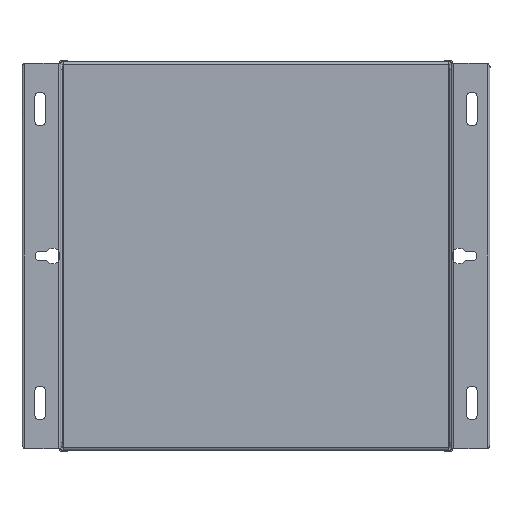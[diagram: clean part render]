
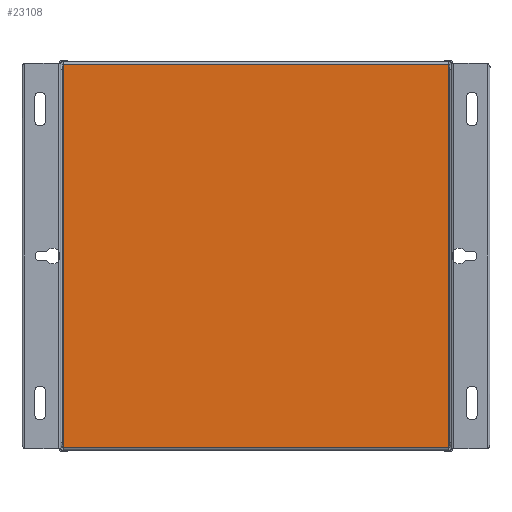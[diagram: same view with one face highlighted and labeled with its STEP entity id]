
A CAD part, front view. The second image highlights one B-rep face of the part: STEP entity #23108.
In plain terms, the highlighted planar face has unit normal (0, -1, 0).
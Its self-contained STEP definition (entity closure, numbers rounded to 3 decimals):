
#3869=DIRECTION('',(0.,0.,-1.));
#3870=VECTOR('',#3869,395.);
#3871=CARTESIAN_POINT('',(-342.499,-179.472,
23.883));
#3872=LINE('',#3871,#3870);
#5940=DIRECTION('',(0.,0.,-1.));
#5941=VECTOR('',#5940,395.);
#5942=CARTESIAN_POINT('',(54.501,-179.472,23.883));
#5943=LINE('',#5942,#5941);
#7982=DIRECTION('',(1.,0.,0.));
#7983=VECTOR('',#7982,397.);
#7984=CARTESIAN_POINT('',(-342.499,-179.472,
-371.117));
#7985=LINE('',#7984,#7983);
#7986=DIRECTION('',(1.,0.,0.));
#7987=VECTOR('',#7986,397.);
#7988=CARTESIAN_POINT('',(-342.499,-179.472,
23.883));
#7989=LINE('',#7988,#7987);
#8006=CARTESIAN_POINT('',(54.501,-179.472,23.883));
#8008=VERTEX_POINT('',#8006);
#8009=CARTESIAN_POINT('',(54.501,-179.472,
-371.117));
#8010=VERTEX_POINT('',#8009);
#8018=CARTESIAN_POINT('',(-342.499,-179.472,
23.883));
#8020=VERTEX_POINT('',#8018);
#8021=CARTESIAN_POINT('',(-342.499,-179.472,
-371.117));
#8022=VERTEX_POINT('',#8021);
#23097=CARTESIAN_POINT('',(-143.999,-179.472,
-173.617));
#23098=DIRECTION('',(0.,1.,0.));
#23099=DIRECTION('',(0.,0.,1.));
#23100=AXIS2_PLACEMENT_3D('',#23097,#23098,#23099);
#23101=PLANE('',#23100);
#23102=ORIENTED_EDGE('',*,*,#19046,.T.);
#23103=ORIENTED_EDGE('',*,*,#19071,.T.);
#23104=ORIENTED_EDGE('',*,*,#23082,.F.);
#23105=ORIENTED_EDGE('',*,*,#15100,.F.);
#23106=EDGE_LOOP('',(#23102,#23103,#23104,#23105));
#23107=FACE_OUTER_BOUND('',#23106,.F.);
#23108=ADVANCED_FACE('',(#23107),#23101,.F.);
#15100=EDGE_CURVE('',#8020,#8022,#3872,.T.);
#19046=EDGE_CURVE('',#8020,#8008,#7989,.T.);
#19071=EDGE_CURVE('',#8008,#8010,#5943,.T.);
#23082=EDGE_CURVE('',#8022,#8010,#7985,.T.);
